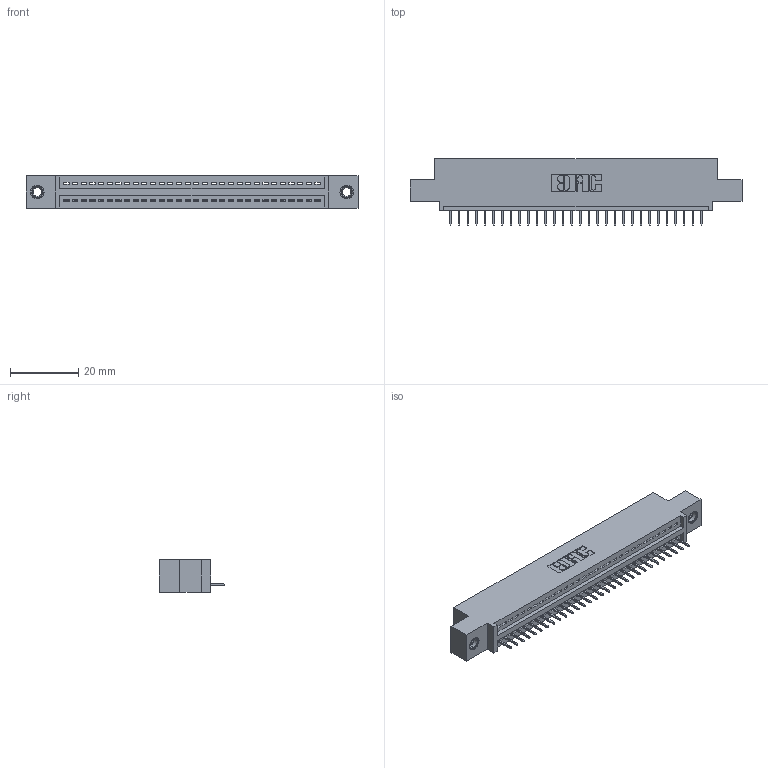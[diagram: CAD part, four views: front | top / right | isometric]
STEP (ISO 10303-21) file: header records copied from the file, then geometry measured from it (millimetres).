
FILE_DESCRIPTION (( 'STEP AP203' ), '1' );
FILE_NAME ('395-030-524-407.STEP', '2018-11-11T01:54:40', ( '' ), ( '' ), 'SwSTEP 2.0', 'SolidWorks 2016', '' );
FILE_SCHEMA (( 'CONFIG_CONTROL_DESIGN' ));
Length unit declared in the file: inch
Products named in the file (4): 345-292-001_345-293-124; 345-250-001_345-250-005-103; 345 Part_0.110 Offset - 0.156 Dia-TI; 395-030-524-407
Assembly tree (33 placements, depth 2):
  395-030-524-407
    345 Part_0.110 Offset - 0.156 Dia-TI
    345-292-001_345-293-124  x30
    345-250-001_345-250-005-103  x2
Bounding box: 97.41 x 19.35 x 9.4 mm (x, y, z)
Volume: 8948.3 mm3; surface area: 11463.9 mm2
Topology: 33 solids, 33 shells, 2050 faces, 5889 edges, 3798 vertices
Faces by surface type: plane 1496, cylinder 538, cone 12, torus 4
Entity records: 25586 total; most frequent: CARTESIAN_POINT 4413, ORIENTED_EDGE 4370, DIRECTION 3899, EDGE_CURVE 2185, LINE 1917, VECTOR 1917, VERTEX_POINT 1448, AXIS2_PLACEMENT_3D 991
